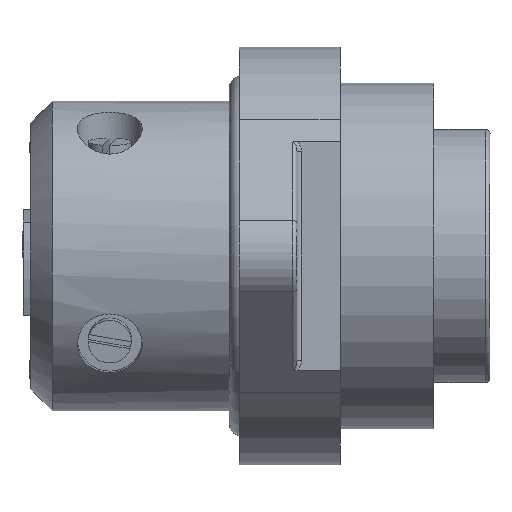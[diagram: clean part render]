
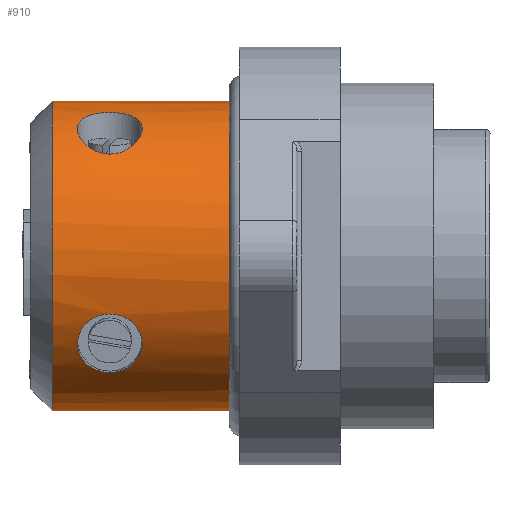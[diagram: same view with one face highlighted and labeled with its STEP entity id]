
A CAD part, front view. The second image highlights one B-rep face of the part: STEP entity #910.
In plain terms, the highlighted cylindrical face has radius 10.75 mm (diameter 21.5 mm), a full revolution.
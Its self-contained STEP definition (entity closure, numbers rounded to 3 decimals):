
#230=CYLINDRICAL_SURFACE('',#5170,10.75);
#630=B_SPLINE_CURVE_WITH_KNOTS('',3,(#8646,#8647,#8648,#8649,#8650,#8651,
#8652,#8653,#8654,#8655,#8656,#8657,#8658,#8659,#8660,#8661,#8662,#8663),
 .UNSPECIFIED.,.T.,.F.,(2,2,2,2,2,2,2,2,2,2,2),(-0.125,0.,0.125,0.25,0.375,
0.5,0.625,0.75,0.875,1.,1.125),.UNSPECIFIED.);
#631=B_SPLINE_CURVE_WITH_KNOTS('',3,(#8666,#8667,#8668,#8669,#8670,#8671,
#8672,#8673,#8674,#8675,#8676,#8677,#8678,#8679,#8680,#8681,#8682,#8683),
 .UNSPECIFIED.,.T.,.F.,(2,2,2,2,2,2,2,2,2,2,2),(-0.125,0.,0.125,0.25,0.375,
0.5,0.625,0.75,0.875,1.,1.125),.UNSPECIFIED.);
#632=B_SPLINE_CURVE_WITH_KNOTS('',3,(#8686,#8687,#8688,#8689,#8690,#8691,
#8692,#8693,#8694,#8695,#8696,#8697,#8698,#8699,#8700,#8701,#8702,#8703),
 .UNSPECIFIED.,.T.,.F.,(2,2,2,2,2,2,2,2,2,2,2),(-0.125,0.,0.125,0.25,0.375,
0.5,0.625,0.75,0.875,1.,1.125),.UNSPECIFIED.);
#633=B_SPLINE_CURVE_WITH_KNOTS('',3,(#8706,#8707,#8708,#8709,#8710,#8711,
#8712,#8713,#8714,#8715,#8716,#8717,#8718,#8719,#8720,#8721,#8722,#8723),
 .UNSPECIFIED.,.T.,.F.,(2,2,2,2,2,2,2,2,2,2,2),(-0.125,0.,0.125,0.25,0.375,
0.5,0.625,0.75,0.875,1.,1.125),.UNSPECIFIED.);
#910=ADVANCED_FACE('',(#1969,#1970,#1971,#1972,#1973,#1974),#230,.T.);
#1969=FACE_BOUND('',#2332,.T.);
#1970=FACE_BOUND('',#2333,.T.);
#1971=FACE_BOUND('',#2334,.T.);
#1972=FACE_BOUND('',#2335,.T.);
#1973=FACE_BOUND('',#2336,.T.);
#1974=FACE_BOUND('',#2337,.T.);
#2332=EDGE_LOOP('',(#3600));
#2333=EDGE_LOOP('',(#3601));
#2334=EDGE_LOOP('',(#3602));
#2335=EDGE_LOOP('',(#3603));
#2336=EDGE_LOOP('',(#3604));
#2337=EDGE_LOOP('',(#3605));
#3600=ORIENTED_EDGE('',*,*,#4683,.F.);
#3601=ORIENTED_EDGE('',*,*,#4682,.F.);
#3602=ORIENTED_EDGE('',*,*,#4681,.F.);
#3603=ORIENTED_EDGE('',*,*,#4680,.F.);
#3604=ORIENTED_EDGE('',*,*,#4684,.T.);
#3605=ORIENTED_EDGE('',*,*,#4679,.T.);
#4045=VERTEX_POINT('',#8644);
#4046=VERTEX_POINT('',#8664);
#4047=VERTEX_POINT('',#8684);
#4048=VERTEX_POINT('',#8704);
#4049=VERTEX_POINT('',#8724);
#4050=VERTEX_POINT('',#8727);
#4679=EDGE_CURVE('',#4045,#4045,#4808,.T.);
#4680=EDGE_CURVE('',#4046,#4046,#630,.T.);
#4681=EDGE_CURVE('',#4047,#4047,#631,.T.);
#4682=EDGE_CURVE('',#4048,#4048,#632,.T.);
#4683=EDGE_CURVE('',#4049,#4049,#633,.T.);
#4684=EDGE_CURVE('',#4050,#4050,#4809,.T.);
#4808=CIRCLE('',#5163,10.75);
#4809=CIRCLE('',#5169,10.75);
#5163=AXIS2_PLACEMENT_3D('',#8643,#6276,#6277);
#5169=AXIS2_PLACEMENT_3D('',#8726,#6288,#6289);
#5170=AXIS2_PLACEMENT_3D('',#8728,#6290,#6291);
#6276=DIRECTION('',(1.,0.,0.));
#6277=DIRECTION('',(0.,0.,1.));
#6288=DIRECTION('',(-1.,0.,0.));
#6289=DIRECTION('',(0.,0.,-1.));
#6290=DIRECTION('',(1.,0.,0.));
#6291=DIRECTION('',(0.,0.,-1.));
#8643=CARTESIAN_POINT('',(1.5,0.,0.));
#8644=CARTESIAN_POINT('',(1.5,0.,10.75));
#8646=CARTESIAN_POINT('',(4.87,-7.08,-8.089));
#8647=CARTESIAN_POINT('',(6.13,-7.08,-8.089));
#8648=CARTESIAN_POINT('',(6.711,-7.349,-7.86));
#8649=CARTESIAN_POINT('',(7.498,-8.028,-7.166));
#8650=CARTESIAN_POINT('',(7.726,-8.427,-6.703));
#8651=CARTESIAN_POINT('',(7.77,-9.147,-5.682));
#8652=CARTESIAN_POINT('',(7.573,-9.456,-5.135));
#8653=CARTESIAN_POINT('',(6.741,-9.869,-4.288));
#8654=CARTESIAN_POINT('',(6.125,-9.967,-4.027));
#8655=CARTESIAN_POINT('',(4.883,-9.968,-4.025));
#8656=CARTESIAN_POINT('',(4.265,-9.871,-4.284));
#8657=CARTESIAN_POINT('',(3.431,-9.459,-5.129));
#8658=CARTESIAN_POINT('',(3.23,-9.145,-5.684));
#8659=CARTESIAN_POINT('',(3.273,-8.43,-6.7));
#8660=CARTESIAN_POINT('',(3.506,-8.024,-7.17));
#8661=CARTESIAN_POINT('',(4.286,-7.353,-7.857));
#8662=CARTESIAN_POINT('',(4.87,-7.08,-8.089));
#8663=CARTESIAN_POINT('',(6.13,-7.08,-8.089));
#8664=CARTESIAN_POINT('',(5.5,-7.08,-8.089));
#8666=CARTESIAN_POINT('',(4.87,8.089,-7.08));
#8667=CARTESIAN_POINT('',(6.13,8.089,-7.08));
#8668=CARTESIAN_POINT('',(6.711,7.86,-7.349));
#8669=CARTESIAN_POINT('',(7.498,7.166,-8.028));
#8670=CARTESIAN_POINT('',(7.726,6.703,-8.427));
#8671=CARTESIAN_POINT('',(7.77,5.682,-9.147));
#8672=CARTESIAN_POINT('',(7.573,5.135,-9.456));
#8673=CARTESIAN_POINT('',(6.741,4.288,-9.869));
#8674=CARTESIAN_POINT('',(6.125,4.027,-9.967));
#8675=CARTESIAN_POINT('',(4.883,4.025,-9.968));
#8676=CARTESIAN_POINT('',(4.265,4.284,-9.871));
#8677=CARTESIAN_POINT('',(3.431,5.129,-9.459));
#8678=CARTESIAN_POINT('',(3.23,5.684,-9.145));
#8679=CARTESIAN_POINT('',(3.273,6.7,-8.43));
#8680=CARTESIAN_POINT('',(3.506,7.17,-8.024));
#8681=CARTESIAN_POINT('',(4.286,7.857,-7.353));
#8682=CARTESIAN_POINT('',(4.87,8.089,-7.08));
#8683=CARTESIAN_POINT('',(6.13,8.089,-7.08));
#8684=CARTESIAN_POINT('',(5.5,8.089,-7.08));
#8686=CARTESIAN_POINT('',(4.87,7.08,8.089));
#8687=CARTESIAN_POINT('',(6.13,7.08,8.089));
#8688=CARTESIAN_POINT('',(6.711,7.349,7.86));
#8689=CARTESIAN_POINT('',(7.498,8.028,7.166));
#8690=CARTESIAN_POINT('',(7.726,8.427,6.703));
#8691=CARTESIAN_POINT('',(7.77,9.147,5.682));
#8692=CARTESIAN_POINT('',(7.573,9.456,5.135));
#8693=CARTESIAN_POINT('',(6.741,9.869,4.288));
#8694=CARTESIAN_POINT('',(6.125,9.967,4.027));
#8695=CARTESIAN_POINT('',(4.883,9.968,4.025));
#8696=CARTESIAN_POINT('',(4.265,9.871,4.284));
#8697=CARTESIAN_POINT('',(3.431,9.459,5.129));
#8698=CARTESIAN_POINT('',(3.23,9.145,5.684));
#8699=CARTESIAN_POINT('',(3.273,8.43,6.7));
#8700=CARTESIAN_POINT('',(3.506,8.024,7.17));
#8701=CARTESIAN_POINT('',(4.286,7.353,7.857));
#8702=CARTESIAN_POINT('',(4.87,7.08,8.089));
#8703=CARTESIAN_POINT('',(6.13,7.08,8.089));
#8704=CARTESIAN_POINT('',(5.5,7.08,8.089));
#8706=CARTESIAN_POINT('',(4.87,-8.089,7.08));
#8707=CARTESIAN_POINT('',(6.13,-8.089,7.08));
#8708=CARTESIAN_POINT('',(6.711,-7.86,7.349));
#8709=CARTESIAN_POINT('',(7.498,-7.166,8.028));
#8710=CARTESIAN_POINT('',(7.726,-6.703,8.427));
#8711=CARTESIAN_POINT('',(7.77,-5.682,9.147));
#8712=CARTESIAN_POINT('',(7.573,-5.135,9.456));
#8713=CARTESIAN_POINT('',(6.741,-4.288,9.869));
#8714=CARTESIAN_POINT('',(6.125,-4.027,9.967));
#8715=CARTESIAN_POINT('',(4.883,-4.025,9.968));
#8716=CARTESIAN_POINT('',(4.265,-4.284,9.871));
#8717=CARTESIAN_POINT('',(3.431,-5.129,9.459));
#8718=CARTESIAN_POINT('',(3.23,-5.684,9.145));
#8719=CARTESIAN_POINT('',(3.273,-6.7,8.43));
#8720=CARTESIAN_POINT('',(3.506,-7.17,8.024));
#8721=CARTESIAN_POINT('',(4.286,-7.857,7.353));
#8722=CARTESIAN_POINT('',(4.87,-8.089,7.08));
#8723=CARTESIAN_POINT('',(6.13,-8.089,7.08));
#8724=CARTESIAN_POINT('',(5.5,-8.089,7.08));
#8726=CARTESIAN_POINT('',(14.5,0.,0.));
#8727=CARTESIAN_POINT('',(14.5,0.,-10.75));
#8728=CARTESIAN_POINT('',(7.25,0.,0.));
